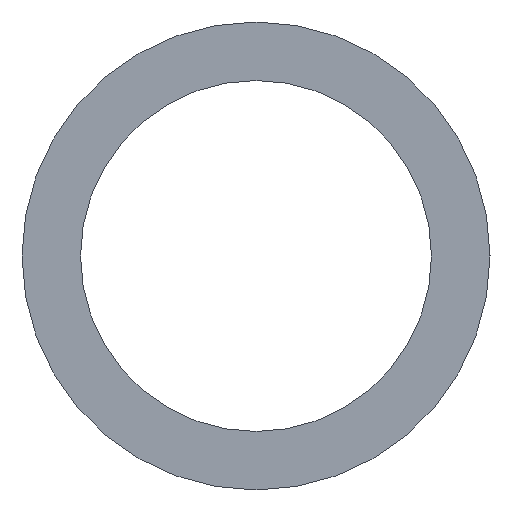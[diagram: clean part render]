
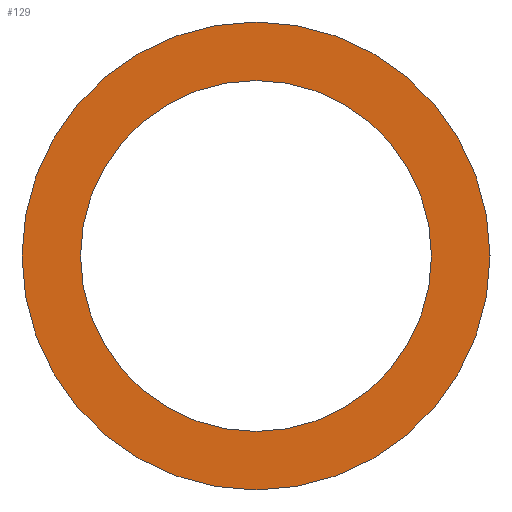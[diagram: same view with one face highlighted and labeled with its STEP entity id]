
A CAD part, left-side view. The second image highlights one B-rep face of the part: STEP entity #129.
In plain terms, the highlighted planar face has unit normal (-1, 0, 0).
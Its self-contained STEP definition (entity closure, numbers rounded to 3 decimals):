
#3 = ORIENTED_EDGE ( 'NONE', *, *, #52, .T. ) ;
#5 = ORIENTED_EDGE ( 'NONE', *, *, #204, .F. ) ;
#8 = DIRECTION ( 'NONE',  ( 1., 0., 0. ) ) ;
#16 = AXIS2_PLACEMENT_3D ( 'NONE', #194, #25, #95 ) ;
#25 = DIRECTION ( 'NONE',  ( 1., 0., 0. ) ) ;
#30 = CARTESIAN_POINT ( 'NONE',  ( 0., 0., 0.349 ) ) ;
#39 = ORIENTED_EDGE ( 'NONE', *, *, #83, .F. ) ;
#40 = CIRCLE ( 'NONE', #236, 6. ) ;
#42 = VERTEX_POINT ( 'NONE', #157 ) ;
#52 = EDGE_CURVE ( 'NONE', #208, #62, #102, .T. ) ;
#59 = EDGE_LOOP ( 'NONE', ( #3, #61 ) ) ;
#61 = ORIENTED_EDGE ( 'NONE', *, *, #143, .T. ) ;
#62 = VERTEX_POINT ( 'NONE', #173 ) ;
#65 = CARTESIAN_POINT ( 'NONE',  ( 0., 0., -4.151 ) ) ;
#77 = DIRECTION ( 'NONE',  ( 1., 0., 0. ) ) ;
#78 = VERTEX_POINT ( 'NONE', #176 ) ;
#83 = EDGE_CURVE ( 'NONE', #78, #42, #40, .T. ) ;
#87 = DIRECTION ( 'NONE',  ( 1., 0., 0. ) ) ;
#95 = DIRECTION ( 'NONE',  ( 0., 0., -1. ) ) ;
#102 = CIRCLE ( 'NONE', #16, 4.5 ) ;
#103 = DIRECTION ( 'NONE',  ( 0., 0., -1. ) ) ;
#107 = CIRCLE ( 'NONE', #246, 6. ) ;
#129 = ADVANCED_FACE ( 'NONE', ( #144, #183 ), #130, .F. ) ;
#130 = PLANE ( 'NONE',  #158 ) ;
#136 = DIRECTION ( 'NONE',  ( 0., 0., -1. ) ) ;
#143 = EDGE_CURVE ( 'NONE', #62, #208, #174, .T. ) ;
#144 = FACE_BOUND ( 'NONE', #59, .T. ) ;
#149 = DIRECTION ( 'NONE',  ( 1., 0., 0. ) ) ;
#157 = CARTESIAN_POINT ( 'NONE',  ( 0., 0., -5.651 ) ) ;
#158 = AXIS2_PLACEMENT_3D ( 'NONE', #30, #149, #218 ) ;
#160 = EDGE_LOOP ( 'NONE', ( #39, #5 ) ) ;
#173 = CARTESIAN_POINT ( 'NONE',  ( 0., 0., 4.849 ) ) ;
#174 = CIRCLE ( 'NONE', #216, 4.5 ) ;
#176 = CARTESIAN_POINT ( 'NONE',  ( 0., 0., 6.349 ) ) ;
#183 = FACE_OUTER_BOUND ( 'NONE', #160, .T. ) ;
#194 = CARTESIAN_POINT ( 'NONE',  ( 0., 0., 0.349 ) ) ;
#204 = EDGE_CURVE ( 'NONE', #42, #78, #107, .T. ) ;
#208 = VERTEX_POINT ( 'NONE', #65 ) ;
#216 = AXIS2_PLACEMENT_3D ( 'NONE', #220, #87, #103 ) ;
#218 = DIRECTION ( 'NONE',  ( 0., 0., -1. ) ) ;
#220 = CARTESIAN_POINT ( 'NONE',  ( 0., 0., 0.349 ) ) ;
#224 = CARTESIAN_POINT ( 'NONE',  ( 0., 0., 0.349 ) ) ;
#227 = CARTESIAN_POINT ( 'NONE',  ( 0., 0., 0.349 ) ) ;
#236 = AXIS2_PLACEMENT_3D ( 'NONE', #227, #77, #136 ) ;
#244 = DIRECTION ( 'NONE',  ( 0., 0., -1. ) ) ;
#246 = AXIS2_PLACEMENT_3D ( 'NONE', #224, #8, #244 ) ;
